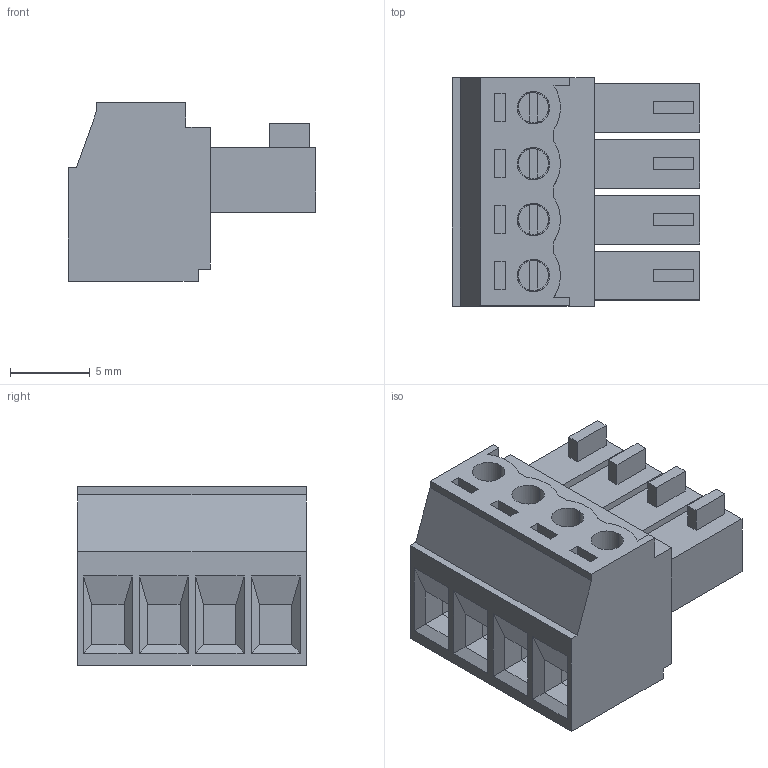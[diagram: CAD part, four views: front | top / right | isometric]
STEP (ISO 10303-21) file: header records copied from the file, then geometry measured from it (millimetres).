
FILE_DESCRIPTION(/* description */ (''),/* implementation_level */ '2;1');
FILE_NAME(/* name */ 'PLUG-3~4',/* time_stamp */ '2023-05-26T01:49:26+03:00',/* author */ (''),/* organization */ (''),/* preprocessor_version */ 'ST-DEVELOPER v16.5',/* originating_system */ '',/* authorisation */ '');
FILE_SCHEMA (('AUTOMOTIVE_DESIGN'));
Length unit declared in the file: millimetre
Products named in the file (1): Document
Bounding box: 15.49 x 14.3 x 11.18 mm (x, y, z)
Volume: 1491.3 mm3; surface area: 1449.6 mm2
Topology: 1 solids, 1 shells, 203 faces, 471 edges, 298 vertices
Faces by surface type: plane 159, bspline 44
Entity records: 5663 total; most frequent: CARTESIAN_POINT 2393, ORIENTED_EDGE 942, EDGE_CURVE 471, B_SPLINE_CURVE_WITH_KNOTS 383, VERTEX_POINT 298, EDGE_LOOP 231, ADVANCED_FACE 203, FACE_OUTER_BOUND 203
